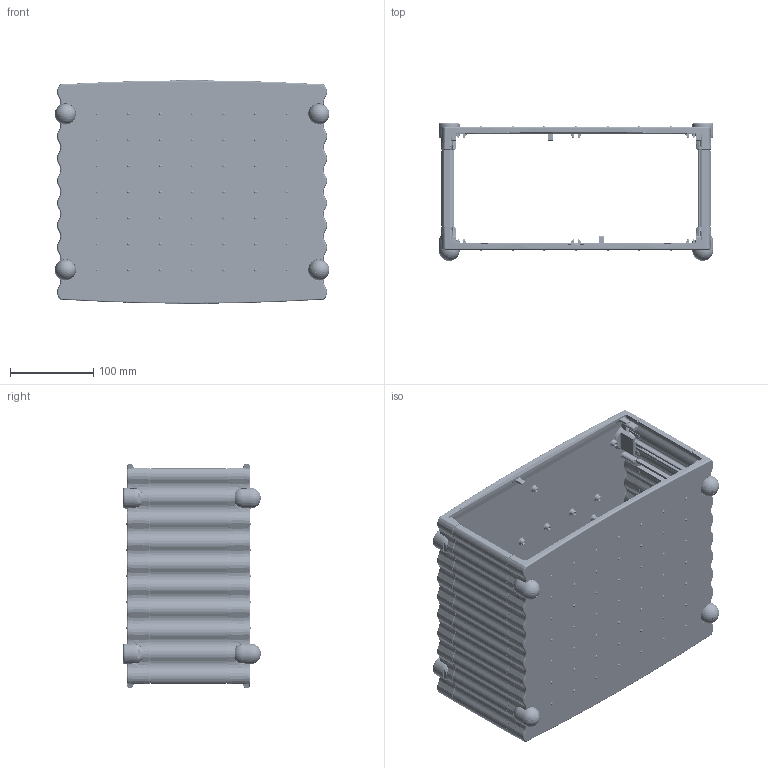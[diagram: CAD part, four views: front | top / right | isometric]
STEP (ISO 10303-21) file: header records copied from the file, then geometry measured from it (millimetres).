
FILE_DESCRIPTION (( 'STEP AP214' ), '1' );
FILE_NAME ('07700203.STEP', '2008-05-28T06:16:06', ( 'baramundi Management Suite Install User' ), ( 'ROSE Systemtechnik GmbH' ), 'SwSTEP 2.0', 'SolidWorks 2008', '' );
FILE_SCHEMA (( 'AUTOMOTIVE_DESIGN' ));
Length unit declared in the file: millimetre
Products named in the file (12): 12901_Standard; 56198_Standard; 41050_Standard; 93282_Standard; 83034_Standard; 11507_Standard; 56195_Standard; 07700203; 41051_Standard; 94176_Standard
Assembly tree (36 placements, depth 3):
  07700203
    93282_Standard  x8
    94176_Standard  x4
    83034_Standard  x8
    56195_Standard  x2
      11507_Standard
    41051_Standard  x4
      41051_Standard
    56198_Standard  x2
      12901_Standard
    41050_Standard  x4
      41050_Standard
Bounding box: 329 x 165.16 x 267.93 mm (x, y, z)
Volume: 1058679.5 mm3; surface area: 594889.8 mm2
Topology: 32 solids, 32 shells, 5610 faces, 14426 edges, 8670 vertices
Faces by surface type: cylinder 1322, plane 1064, bspline 1048, torus 842, cone 830, sphere 504
Entity records: 85743 total; most frequent: CARTESIAN_POINT 29357, ORIENTED_EDGE 12124, DIRECTION 11994, EDGE_CURVE 6062, AXIS2_PLACEMENT_3D 5230, VERTEX_POINT 3699, CIRCLE 3259, EDGE_LOOP 2555
